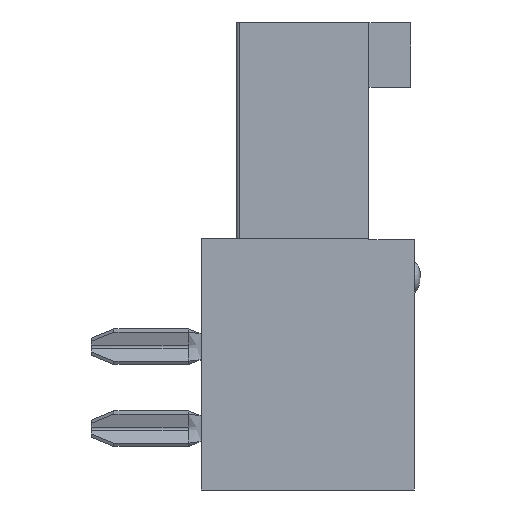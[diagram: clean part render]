
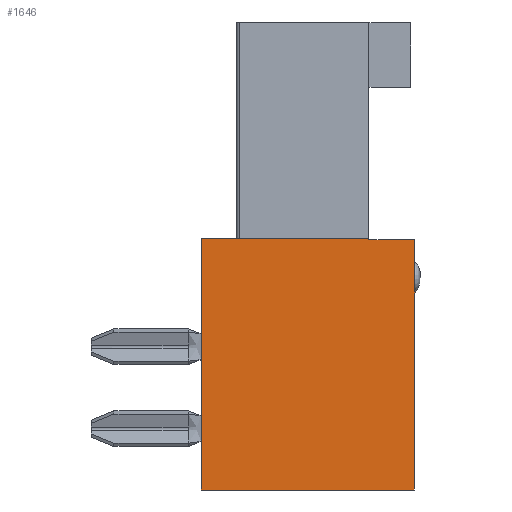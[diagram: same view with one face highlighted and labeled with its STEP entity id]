
A CAD part, left-side view. The second image highlights one B-rep face of the part: STEP entity #1646.
In plain terms, the highlighted planar face has unit normal (-1, 0, 0).
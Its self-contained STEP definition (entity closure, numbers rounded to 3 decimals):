
#1646 = ADVANCED_FACE( '', ( #3547 ), #3548, .F. );
#3547 = FACE_OUTER_BOUND( '', #5877, .T. );
#3548 = PLANE( '', #5878 );
#5877 = EDGE_LOOP( '', ( #10779, #10780, #10781, #10782, #10783, #10784, #10785, #10786, #10787, #10788, #10789, #10790 ) );
#5878 = AXIS2_PLACEMENT_3D( '', #10791, #10792, #10793 );
#10779 = ORIENTED_EDGE( '', *, *, #15408, .F. );
#10780 = ORIENTED_EDGE( '', *, *, #15469, .T. );
#10781 = ORIENTED_EDGE( '', *, *, #13736, .F. );
#10782 = ORIENTED_EDGE( '', *, *, #14937, .T. );
#10783 = ORIENTED_EDGE( '', *, *, #15015, .F. );
#10784 = ORIENTED_EDGE( '', *, *, #15470, .F. );
#10785 = ORIENTED_EDGE( '', *, *, #15252, .F. );
#10786 = ORIENTED_EDGE( '', *, *, #14667, .F. );
#10787 = ORIENTED_EDGE( '', *, *, #15471, .F. );
#10788 = ORIENTED_EDGE( '', *, *, #15472, .F. );
#10789 = ORIENTED_EDGE( '', *, *, #14332, .F. );
#10790 = ORIENTED_EDGE( '', *, *, #15473, .F. );
#10791 = CARTESIAN_POINT( '', ( -15.635, 0., 0. ) );
#10792 = DIRECTION( '', ( 1., 0., 0. ) );
#10793 = DIRECTION( '', ( 0., 0., -1. ) );
#13736 = EDGE_CURVE( '', #16630, #16631, #16632, .T. );
#14332 = EDGE_CURVE( '', #17640, #17642, #17643, .T. );
#14667 = EDGE_CURVE( '', #18180, #18178, #18182, .T. );
#14937 = EDGE_CURVE( '', #16630, #18592, #18593, .F. );
#15015 = EDGE_CURVE( '', #18699, #18592, #18700, .T. );
#15252 = EDGE_CURVE( '', #18178, #19021, #19023, .T. );
#15408 = EDGE_CURVE( '', #19219, #19221, #19222, .T. );
#15469 = EDGE_CURVE( '', #19219, #16631, #19302, .F. );
#15470 = EDGE_CURVE( '', #19021, #18699, #19303, .T. );
#15471 = EDGE_CURVE( '', #19304, #18180, #19305, .T. );
#15472 = EDGE_CURVE( '', #17642, #19304, #19306, .T. );
#15473 = EDGE_CURVE( '', #19221, #17640, #19307, .T. );
#16630 = VERTEX_POINT( '', #20779 );
#16631 = VERTEX_POINT( '', #20780 );
#16632 = LINE( '', #20781, #20782 );
#17640 = VERTEX_POINT( '', #22247 );
#17642 = VERTEX_POINT( '', #22250 );
#17643 = LINE( '', #22251, #22252 );
#18178 = VERTEX_POINT( '', #23048 );
#18180 = VERTEX_POINT( '', #23051 );
#18182 = LINE( '', #23054, #23055 );
#18592 = VERTEX_POINT( '', #23650 );
#18593 = CIRCLE( '', #23651, 0.02 );
#18699 = VERTEX_POINT( '', #23813 );
#18700 = LINE( '', #23814, #23815 );
#19021 = VERTEX_POINT( '', #24301 );
#19023 = LINE( '', #24304, #24305 );
#19219 = VERTEX_POINT( '', #24602 );
#19221 = VERTEX_POINT( '', #24605 );
#19222 = LINE( '', #24606, #24607 );
#19302 = CIRCLE( '', #24724, 0.02 );
#19303 = LINE( '', #24725, #24726 );
#19304 = VERTEX_POINT( '', #24727 );
#19305 = LINE( '', #24728, #24729 );
#19306 = LINE( '', #24730, #24731 );
#19307 = LINE( '', #24732, #24733 );
#20779 = CARTESIAN_POINT( '', ( -15.635, -3.33, 2.23 ) );
#20780 = CARTESIAN_POINT( '', ( -15.635, -3.33, 2.22 ) );
#20781 = CARTESIAN_POINT( '', ( -15.635, -3.33, 2.25 ) );
#20782 = VECTOR( '', #25984, 1000. );
#22247 = CARTESIAN_POINT( '', ( -15.635, -3.3, -3.9 ) );
#22250 = CARTESIAN_POINT( '', ( -15.635, 3.3, -3.9 ) );
#22251 = CARTESIAN_POINT( '', ( -15.635, -3.3, -3.9 ) );
#22252 = VECTOR( '', #26566, 1000. );
#23048 = CARTESIAN_POINT( '', ( -15.635, -1.9, 3.85 ) );
#23051 = CARTESIAN_POINT( '', ( -15.635, -1.9, 3.9 ) );
#23054 = CARTESIAN_POINT( '', ( -15.635, -1.9, 0. ) );
#23055 = VECTOR( '', #26869, 1000. );
#23650 = CARTESIAN_POINT( '', ( -15.635, -3.31, 2.25 ) );
#23651 = AXIS2_PLACEMENT_3D( '', #27136, #27137, #27138 );
#23813 = CARTESIAN_POINT( '', ( -15.635, -3.3, 2.25 ) );
#23814 = CARTESIAN_POINT( '', ( -15.635, -3.3, 2.25 ) );
#23815 = VECTOR( '', #27204, 1000. );
#24301 = CARTESIAN_POINT( '', ( -15.635, -3.3, 3.85 ) );
#24304 = CARTESIAN_POINT( '', ( -15.635, 0., 3.85 ) );
#24305 = VECTOR( '', #27397, 1000. );
#24602 = CARTESIAN_POINT( '', ( -15.635, -3.31, 2.2 ) );
#24605 = CARTESIAN_POINT( '', ( -15.635, -3.3, 2.2 ) );
#24606 = CARTESIAN_POINT( '', ( -15.635, -3.33, 2.2 ) );
#24607 = VECTOR( '', #27518, 1000. );
#24724 = AXIS2_PLACEMENT_3D( '', #27562, #27563, #27564 );
#24725 = CARTESIAN_POINT( '', ( -15.635, -3.3, 3.9 ) );
#24726 = VECTOR( '', #27565, 1000. );
#24727 = CARTESIAN_POINT( '', ( -15.635, 3.3, 3.9 ) );
#24728 = CARTESIAN_POINT( '', ( -15.635, 3.3, 3.9 ) );
#24729 = VECTOR( '', #27566, 1000. );
#24730 = CARTESIAN_POINT( '', ( -15.635, 3.3, -3.9 ) );
#24731 = VECTOR( '', #27567, 1000. );
#24732 = CARTESIAN_POINT( '', ( -15.635, -3.3, 3.9 ) );
#24733 = VECTOR( '', #27568, 1000. );
#25984 = DIRECTION( '', ( 0., 0., -1. ) );
#26566 = DIRECTION( '', ( 0., 1., 0. ) );
#26869 = DIRECTION( '', ( 0., 0., -1. ) );
#27136 = CARTESIAN_POINT( '', ( -15.635, -3.31, 2.23 ) );
#27137 = DIRECTION( '', ( 1., 0., 0. ) );
#27138 = DIRECTION( '', ( 0., 0., -1. ) );
#27204 = DIRECTION( '', ( 0., -1., 0. ) );
#27397 = DIRECTION( '', ( 0., -1., 0. ) );
#27518 = DIRECTION( '', ( 0., 1., 0. ) );
#27562 = CARTESIAN_POINT( '', ( -15.635, -3.31, 2.22 ) );
#27563 = DIRECTION( '', ( 1., 0., 0. ) );
#27564 = DIRECTION( '', ( 0., 0., -1. ) );
#27565 = DIRECTION( '', ( 0., 0., -1. ) );
#27566 = DIRECTION( '', ( 0., -1., 0. ) );
#27567 = DIRECTION( '', ( 0., 0., 1. ) );
#27568 = DIRECTION( '', ( 0., 0., -1. ) );
